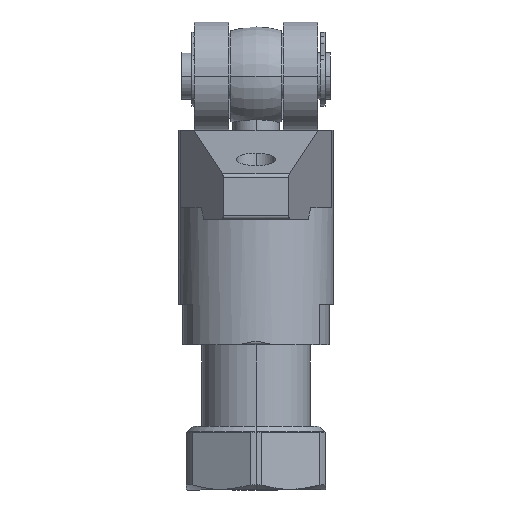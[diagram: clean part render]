
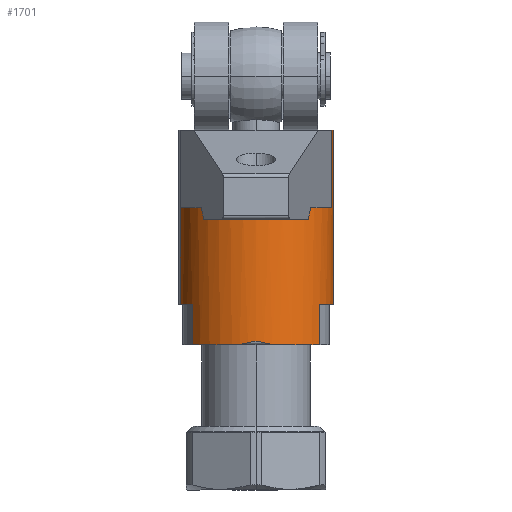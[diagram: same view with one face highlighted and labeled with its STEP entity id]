
A CAD part, left-side view. The second image highlights one B-rep face of the part: STEP entity #1701.
In plain terms, the highlighted cylindrical face has radius 20 mm (diameter 40 mm), a partial arc.
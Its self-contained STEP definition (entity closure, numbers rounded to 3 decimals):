
#1031=VERTEX_POINT('',#2980);
#1095=EDGE_CURVE('',#1347,#1329,#3049,.T.);
#1145=EDGE_CURVE('',#2845,#2585,#3101,.T.);
#1231=EDGE_CURVE('',#2903,#1329,#3190,.T.);
#1327=VERTEX_POINT('',#3292);
#1329=VERTEX_POINT('',#3294);
#1347=VERTEX_POINT('',#3313);
#1545=VERTEX_POINT('',#3535);
#1597=EDGE_CURVE('',#2295,#1545,#3594,.T.);
#1701=ADVANCED_FACE('',(#3709),#3710,.T.);
#1843=EDGE_CURVE('',#1347,#2295,#3867,.T.);
#1861=EDGE_CURVE('',#2815,#2903,#3885,.T.);
#1893=EDGE_CURVE('',#1545,#1327,#3920,.T.);
#2217=EDGE_CURVE('',#2585,#2915,#4289,.T.);
#2295=VERTEX_POINT('',#4374);
#2325=EDGE_CURVE('',#1031,#2845,#4406,.T.);
#2363=VERTEX_POINT('',#4447);
#2585=VERTEX_POINT('',#4691);
#2609=EDGE_CURVE('',#2363,#1327,#4717,.T.);
#2809=EDGE_CURVE('',#2897,#2815,#4942,.T.);
#2815=VERTEX_POINT('',#4949);
#2821=EDGE_CURVE('',#2897,#1031,#4958,.T.);
#2845=VERTEX_POINT('',#4986);
#2853=EDGE_CURVE('',#2915,#2363,#4996,.T.);
#2897=VERTEX_POINT('',#5042);
#2903=VERTEX_POINT('',#5048);
#2915=VERTEX_POINT('',#5061);
#2980=CARTESIAN_POINT('',(-19.,-6.245,37.5));
#3049=CIRCLE('',#5228,20.0);
#3101=B_SPLINE_CURVE_WITH_KNOTS('',3,(#5323,#5324,#5325,#5326,#5327,#5328,#5329,#5330,#5331,#5332),.UNSPECIFIED.,.F.,.F.,(4,2,2,2,4),(0.0,1.642,3.285,4.667,6.049),.UNSPECIFIED.);
#3190=LINE('',#5458,#5459);
#3292=CARTESIAN_POINT('',(-4.252,19.543,48.0));
#3294=CARTESIAN_POINT('',(4.252,-19.543,93.0));
#3313=CARTESIAN_POINT('',(-4.252,-19.543,93.0));
#3535=CARTESIAN_POINT('',(-4.252,19.543,73.0));
#3594=CIRCLE('',#6019,20.0);
#3709=FACE_OUTER_BOUND('',#6178,.T.);
#3710=CYLINDRICAL_SURFACE('',#6179,20.0);
#3867=LINE('',#6430,#6431);
#3885=CIRCLE('',#6455,20.0);
#3920=LINE('',#6506,#6507);
#4289=CIRCLE('',#7012,20.0);
#4374=CARTESIAN_POINT('',(-4.252,-19.543,73.0));
#4406=B_SPLINE_CURVE_WITH_KNOTS('',3,(#7187,#7188,#7189,#7190,#7191,#7192,#7193,#7194,#7195,#7196),.UNSPECIFIED.,.F.,.F.,(4,2,2,2,4),(11.916,13.298,14.68,16.322,17.965),.UNSPECIFIED.);
#4447=CARTESIAN_POINT('',(-11.303,16.5,48.0));
#4691=CARTESIAN_POINT('',(-19.,6.245,37.5));
#4717=CIRCLE('',#7675,20.0);
#4942=LINE('',#7987,#7988);
#4949=CARTESIAN_POINT('',(-11.303,-16.5,48.0));
#4958=CIRCLE('',#8015,20.0);
#4986=CARTESIAN_POINT('',(-20.,0.0,38.5));
#4996=LINE('',#8064,#8065);
#5042=CARTESIAN_POINT('',(-11.303,-16.5,37.5));
#5048=CARTESIAN_POINT('',(4.252,-19.543,48.0));
#5061=CARTESIAN_POINT('',(-11.303,16.5,37.5));
#5228=AXIS2_PLACEMENT_3D('',#8331,#8332,#8333);
#5323=CARTESIAN_POINT('',(-20.,0.0,38.5));
#5324=CARTESIAN_POINT('',(-20.,0.534,38.381));
#5325=CARTESIAN_POINT('',(-19.977,1.121,38.249));
#5326=CARTESIAN_POINT('',(-19.877,2.293,38.001));
#5327=CARTESIAN_POINT('',(-19.799,2.879,37.885));
#5328=CARTESIAN_POINT('',(-19.63,3.858,37.715));
#5329=CARTESIAN_POINT('',(-19.528,4.348,37.64));
#5330=CARTESIAN_POINT('',(-19.285,5.323,37.532));
#5331=CARTESIAN_POINT('',(-19.144,5.807,37.5));
#5332=CARTESIAN_POINT('',(-19.,6.245,37.5));
#5458=CARTESIAN_POINT('',(4.252,-19.543,93.0));
#5459=VECTOR('',#8452,1.0);
#6019=AXIS2_PLACEMENT_3D('',#8889,#8890,#8891);
#6178=EDGE_LOOP('',(#9033,#9034,#9035,#9036,#9037,#9038,#9039,#9040,#9041,#9042,#9043,#9044,#9045));
#6179=AXIS2_PLACEMENT_3D('',#9046,#9047,#9048);
#6430=CARTESIAN_POINT('',(-4.252,-19.543,93.0));
#6431=VECTOR('',#9248,1.0);
#6455=AXIS2_PLACEMENT_3D('',#9254,#9255,#9256);
#6506=CARTESIAN_POINT('',(-4.252,19.543,93.0));
#6507=VECTOR('',#9296,1.0);
#7012=AXIS2_PLACEMENT_3D('',#9814,#9815,#9816);
#7187=CARTESIAN_POINT('',(-19.,-6.245,37.5));
#7188=CARTESIAN_POINT('',(-19.144,-5.807,37.5));
#7189=CARTESIAN_POINT('',(-19.285,-5.323,37.532));
#7190=CARTESIAN_POINT('',(-19.528,-4.348,37.64));
#7191=CARTESIAN_POINT('',(-19.63,-3.858,37.715));
#7192=CARTESIAN_POINT('',(-19.799,-2.879,37.885));
#7193=CARTESIAN_POINT('',(-19.877,-2.293,38.001));
#7194=CARTESIAN_POINT('',(-19.977,-1.121,38.249));
#7195=CARTESIAN_POINT('',(-20.,-0.534,38.381));
#7196=CARTESIAN_POINT('',(-20.,0.0,38.5));
#7675=AXIS2_PLACEMENT_3D('',#10270,#10271,#10272);
#7987=CARTESIAN_POINT('',(-11.303,-16.5,37.5));
#7988=VECTOR('',#10559,1.0);
#8015=AXIS2_PLACEMENT_3D('',#10584,#10585,#10586);
#8064=CARTESIAN_POINT('',(-11.303,16.5,37.5));
#8065=VECTOR('',#10645,1.0);
#8331=CARTESIAN_POINT('',(0.0,0.0,93.0));
#8332=DIRECTION('',(0.,0.,1.0));
#8333=DIRECTION('',(-0.213,0.977,0.));
#8452=DIRECTION('',(-0.0,-0.0,1.0));
#8889=CARTESIAN_POINT('',(0.0,0.0,73.0));
#8890=DIRECTION('',(0.0,0.0,-1.0));
#8891=DIRECTION('',(1.0,0.0,0.0));
#9033=ORIENTED_EDGE('',*,*,#1893,.T.);
#9034=ORIENTED_EDGE('',*,*,#2609,.F.);
#9035=ORIENTED_EDGE('',*,*,#2853,.F.);
#9036=ORIENTED_EDGE('',*,*,#2217,.F.);
#9037=ORIENTED_EDGE('',*,*,#1145,.F.);
#9038=ORIENTED_EDGE('',*,*,#2325,.F.);
#9039=ORIENTED_EDGE('',*,*,#2821,.F.);
#9040=ORIENTED_EDGE('',*,*,#2809,.T.);
#9041=ORIENTED_EDGE('',*,*,#1861,.T.);
#9042=ORIENTED_EDGE('',*,*,#1231,.T.);
#9043=ORIENTED_EDGE('',*,*,#1095,.F.);
#9044=ORIENTED_EDGE('',*,*,#1843,.T.);
#9045=ORIENTED_EDGE('',*,*,#1597,.T.);
#9046=CARTESIAN_POINT('',(0.0,0.0,93.0));
#9047=DIRECTION('',(-0.0,-0.0,1.0));
#9048=DIRECTION('',(-0.213,0.977,0.0));
#9248=DIRECTION('',(0.0,0.0,-1.0));
#9254=CARTESIAN_POINT('',(0.0,0.0,48.0));
#9255=DIRECTION('',(0.0,0.0,1.0));
#9256=DIRECTION('',(-0.213,0.977,0.0));
#9296=DIRECTION('',(0.0,0.0,-1.0));
#9814=CARTESIAN_POINT('',(0.0,0.0,37.5));
#9815=DIRECTION('',(0.0,0.,-1.0));
#9816=DIRECTION('',(1.0,0.0,0.0));
#10270=CARTESIAN_POINT('',(0.0,0.,48.0));
#10271=DIRECTION('',(0.0,0.0,-1.0));
#10272=DIRECTION('',(0.95,0.312,0.0));
#10559=DIRECTION('',(0.0,0.0,1.0));
#10584=CARTESIAN_POINT('',(0.0,0.0,37.5));
#10585=DIRECTION('',(0.0,0.,-1.0));
#10586=DIRECTION('',(1.0,0.0,0.0));
#10645=DIRECTION('',(0.0,0.0,1.0));
